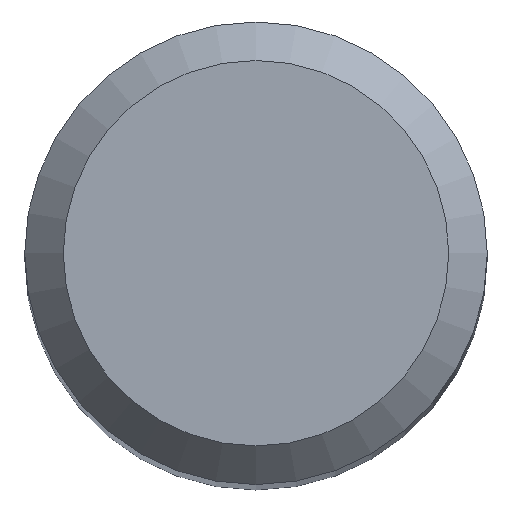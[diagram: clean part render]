
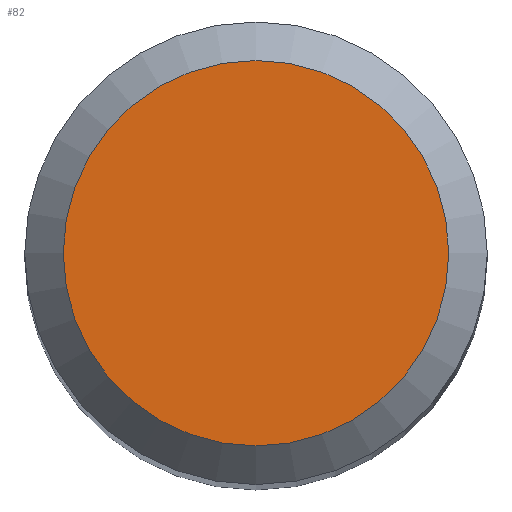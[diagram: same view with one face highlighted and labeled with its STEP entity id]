
A CAD part, top view. The second image highlights one B-rep face of the part: STEP entity #82.
In plain terms, the highlighted planar face has unit normal (0, 0, 1).
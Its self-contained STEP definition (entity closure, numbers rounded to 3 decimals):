
#1 = EDGE_CURVE ( 'NONE', #78, #78, #203, .T. ) ;
#37 = FACE_OUTER_BOUND ( 'NONE', #229, .T. ) ;
#78 = VERTEX_POINT ( 'NONE', #108 ) ;
#80 = AXIS2_PLACEMENT_3D ( 'NONE', #104, #123, #181 ) ;
#82 = ADVANCED_FACE ( 'NONE', ( #37 ), #227, .F. ) ;
#100 = ORIENTED_EDGE ( 'NONE', *, *, #1, .F. ) ;
#102 = CARTESIAN_POINT ( 'NONE',  ( 0., 0., 50. ) ) ;
#104 = CARTESIAN_POINT ( 'NONE',  ( 0., 0., 50. ) ) ;
#108 = CARTESIAN_POINT ( 'NONE',  ( 0., 2.5, 50. ) ) ;
#123 = DIRECTION ( 'NONE',  ( 0., 0., -1. ) ) ;
#127 = AXIS2_PLACEMENT_3D ( 'NONE', #102, #152, #201 ) ;
#152 = DIRECTION ( 'NONE',  ( 0., 0., -1. ) ) ;
#181 = DIRECTION ( 'NONE',  ( 0., 1., 0. ) ) ;
#201 = DIRECTION ( 'NONE',  ( 0., 1., 0. ) ) ;
#203 = CIRCLE ( 'NONE', #127, 2.5 ) ;
#227 = PLANE ( 'NONE',  #80 ) ;
#229 = EDGE_LOOP ( 'NONE', ( #100 ) ) ;
